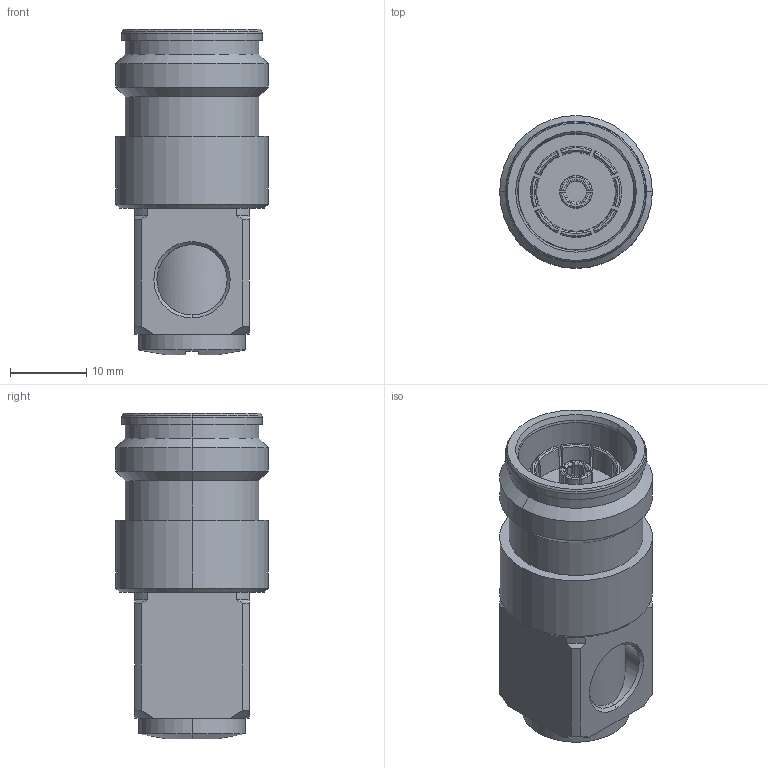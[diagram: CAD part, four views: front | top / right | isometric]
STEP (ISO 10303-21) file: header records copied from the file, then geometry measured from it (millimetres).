
FILE_DESCRIPTION (( 'STEP AP214' ), '1' );
FILE_NAME ('J01441A0016.STEP', '2019-10-01T07:47:48', ( '' ), ( '' ), 'SwSTEP 2.0', 'SolidWorks 2018', '' );
FILE_SCHEMA (( 'AUTOMOTIVE_DESIGN' ));
Length unit declared in the file: millimetre
Products named in the file (1): J01441A0016
Bounding box: 20 x 20 x 42.6 mm (x, y, z)
Volume: 9515.1 mm3; surface area: 3836.4 mm2
Topology: 1 solids, 1 shells, 211 faces, 522 edges, 332 vertices
Faces by surface type: plane 59, cylinder 56, torus 48, cone 48
Entity records: 8931 total; most frequent: CARTESIAN_POINT 1752, ORIENTED_EDGE 1044, DIRECTION 994, EDGE_CURVE 522, AXIS2_PLACEMENT_3D 412, VERTEX_POINT 332, EDGE_LOOP 230, UNCERTAINTY_MEASURE_WITH_UNIT 212
